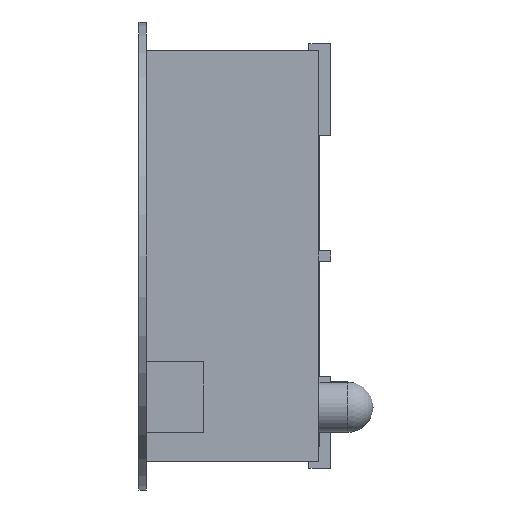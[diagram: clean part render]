
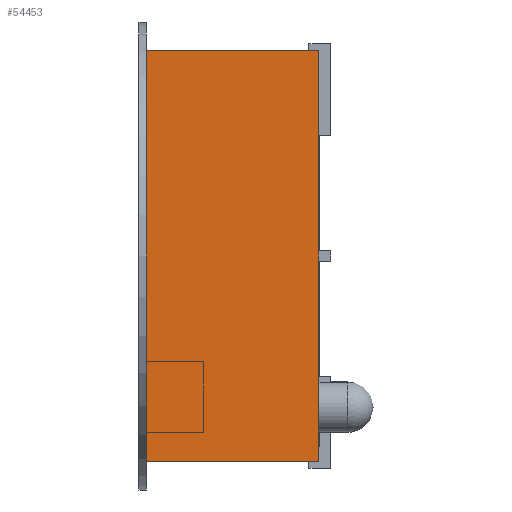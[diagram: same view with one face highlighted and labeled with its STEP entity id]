
A CAD part, left-side view. The second image highlights one B-rep face of the part: STEP entity #54453.
In plain terms, the highlighted planar face has unit normal (-1, 0, 0).
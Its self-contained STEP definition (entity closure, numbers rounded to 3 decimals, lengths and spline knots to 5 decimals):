
#2622=LINE('',#79196,#10353);
#3335=LINE('',#80533,#11066);
#3341=LINE('',#80544,#11072);
#3346=LINE('',#80551,#11077);
#10353=VECTOR('',#64386,39.37008);
#11066=VECTOR('',#65103,39.37008);
#11072=VECTOR('',#65111,39.37008);
#11077=VECTOR('',#65120,39.37008);
#21901=ORIENTED_EDGE('',*,*,#34782,.T.);
#21902=ORIENTED_EDGE('',*,*,#35506,.F.);
#21903=ORIENTED_EDGE('',*,*,#35495,.F.);
#21904=ORIENTED_EDGE('',*,*,#35501,.T.);
#34782=EDGE_CURVE('',#42042,#42041,#2622,.T.);
#35495=EDGE_CURVE('',#42663,#42664,#3335,.T.);
#35501=EDGE_CURVE('',#42663,#42042,#3341,.T.);
#35506=EDGE_CURVE('',#42664,#42041,#3346,.T.);
#42041=VERTEX_POINT('',#79195);
#42042=VERTEX_POINT('',#79197);
#42663=VERTEX_POINT('',#80532);
#42664=VERTEX_POINT('',#80534);
#46471=EDGE_LOOP('',(#21901,#21902,#21903,#21904));
#49196=FACE_BOUND('',#46471,.T.);
#51746=PLANE('',#57560);
#54453=ADVANCED_FACE('',(#49196),#51746,.F.);
#57560=AXIS2_PLACEMENT_3D('',#80550,#65118,#65119);
#64386=DIRECTION('',(0.,0.,1.));
#65103=DIRECTION('',(0.,0.,1.));
#65111=DIRECTION('',(0.,-1.,0.));
#65118=DIRECTION('',(1.,0.,0.));
#65119=DIRECTION('',(0.,0.,-1.));
#65120=DIRECTION('',(0.,-1.,0.));
#79195=CARTESIAN_POINT('',(-1.20825,0.,0.1425));
#79196=CARTESIAN_POINT('',(-1.20825,0.,-0.1425));
#79197=CARTESIAN_POINT('',(-1.20825,0.,-0.1425));
#80532=CARTESIAN_POINT('',(-1.20825,0.12,-0.1425));
#80533=CARTESIAN_POINT('',(-1.20825,0.12,-0.1425));
#80534=CARTESIAN_POINT('',(-1.20825,0.12,0.1425));
#80544=CARTESIAN_POINT('',(-1.20825,0.12,-0.1425));
#80550=CARTESIAN_POINT('',(-1.20825,0.12,-0.1425));
#80551=CARTESIAN_POINT('',(-1.20825,0.12,0.1425));
